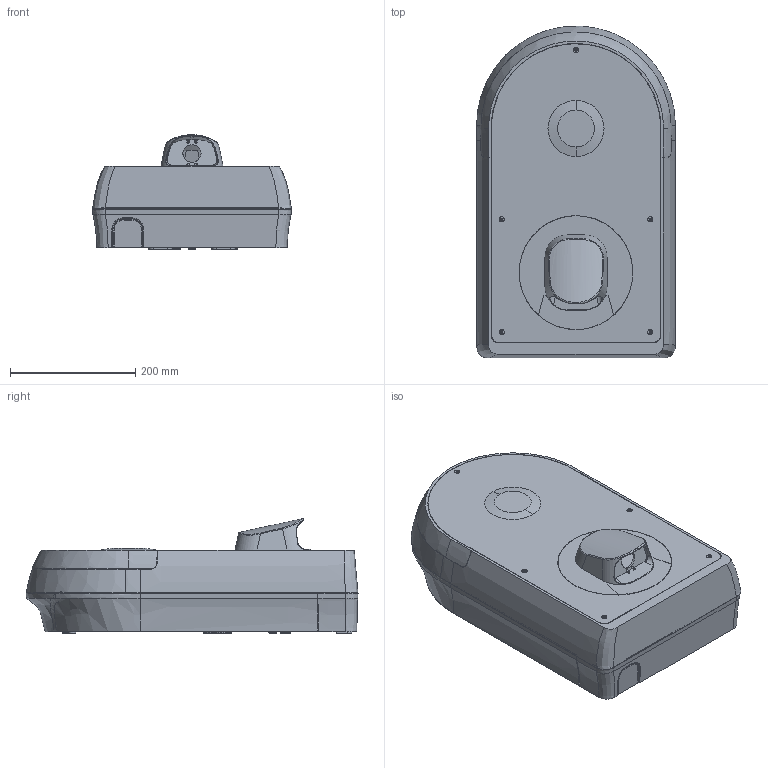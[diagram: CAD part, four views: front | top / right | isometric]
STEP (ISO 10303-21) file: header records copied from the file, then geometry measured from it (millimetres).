
FILE_DESCRIPTION((''),'2;1');
FILE_NAME('ASM0001_ASM','2021-02-12T14:54:13',('SESA530330'),('Schneider-Electric'),'CREO PARAMETRIC BY PTC INC, 2019164','CREO PARAMETRIC BY PTC INC, 2019164','');
FILE_SCHEMA(('CONFIG_CONTROL_DESIGN'));
Products named in the file (18): MFR7100301_1_1_1; GDE5538301_ASM_1_ASM_1_1_ASM; MFR7745201_1_1_1; GDE7216001_1_1_1; GDE7215501_1_1_1; GDE7215601_1_1_1; G4332010_1_1_1; GDE5156101_ASM_1_ASM_1_1_ASM; MFR7155401_1_1_1; GDE6113101_ASM_1_ASM_1_1_ASM; GDE7485401_ASM_1_ASM_1_1_ASM; GDE3585501_1_1_1; GDE5156401_ASM_1_ASM_1_1_ASM; GDE5152201_ASM_1_ASM_1_1_ASM; PRT0002_1_1; EVB3S22N4B_ASM_1_1_ASM; PRT0003; ASM0001_ASM
Assembly tree (29 placements, depth 6):
  ASM0001_ASM
    EVB3S22N4B_ASM_1_1_ASM
      GDE5152201_ASM_1_ASM_1_1_ASM
        GDE5156101_ASM_1_ASM_1_1_ASM
          GDE5538301_ASM_1_ASM_1_1_ASM
            MFR7100301_1_1_1
          MFR7745201_1_1_1
          GDE7216001_1_1_1  x3
          GDE7215501_1_1_1  x4
          GDE7215601_1_1_1  x4
          G4332010_1_1_1
        GDE7485401_ASM_1_ASM_1_1_ASM
          GDE6113101_ASM_1_ASM_1_1_ASM
            MFR7155401_1_1_1
        GDE5156401_ASM_1_ASM_1_1_ASM
          GDE3585501_1_1_1  x5
      PRT0002_1_1
    PRT0003
Bounding box: 317 x 529.6 x 182.66 mm (x, y, z)
Volume: 319519.5 mm3; surface area: 1235716.6 mm2
Topology: 20 solids, 34 shells, 4398 faces, 11519 edges, 7141 vertices
Faces by surface type: plane 1419, cylinder 1179, bspline 576, cone 532, torus 398, sphere 237, extrusion 57
Entity records: 161116 total; most frequent: CARTESIAN_POINT 74360, ORIENTED_EDGE 19254, DIRECTION 16548, EDGE_CURVE 9677, AXIS2_PLACEMENT_3D 6369, VERTEX_POINT 6053, EDGE_LOOP 3930, VECTOR 3810
